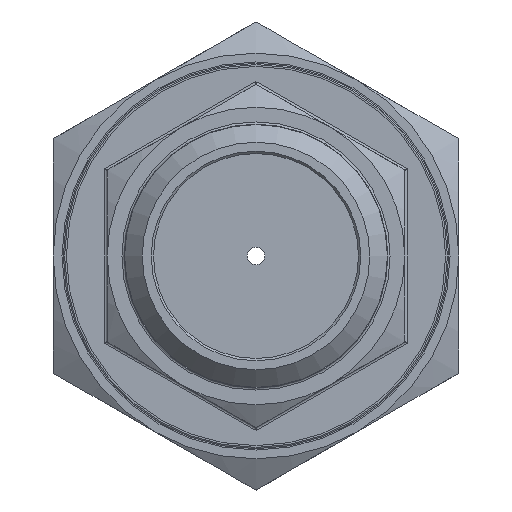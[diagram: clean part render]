
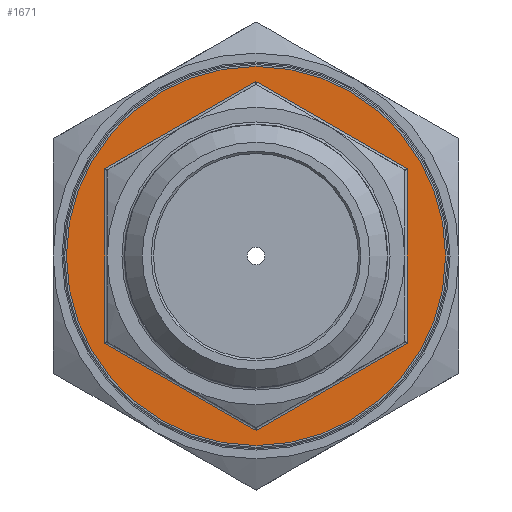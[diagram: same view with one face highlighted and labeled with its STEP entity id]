
A CAD part, front view. The second image highlights one B-rep face of the part: STEP entity #1671.
In plain terms, the highlighted planar face has unit normal (0, -1, 0).
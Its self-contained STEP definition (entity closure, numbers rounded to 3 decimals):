
#179=LINE('',#3090,#239);
#183=LINE('',#3147,#243);
#187=LINE('',#3210,#247);
#191=LINE('',#3269,#251);
#195=LINE('',#3321,#255);
#201=LINE('',#3407,#261);
#239=VECTOR('',#2136,39.548);
#243=VECTOR('',#2152,39.548);
#247=VECTOR('',#2176,39.548);
#251=VECTOR('',#2196,39.548);
#255=VECTOR('',#2214,39.548);
#261=VECTOR('',#2274,39.548);
#346=PLANE('',#1856);
#368=FACE_BOUND('',#604,.T.);
#475=FACE_OUTER_BOUND('',#603,.T.);
#603=EDGE_LOOP('',(#1473));
#604=EDGE_LOOP('',(#1474,#1475,#1476,#1477,#1478,#1479));
#703=CIRCLE('',#1857,43.);
#816=VERTEX_POINT('',#3052);
#823=VERTEX_POINT('',#3089);
#829=VERTEX_POINT('',#3146);
#837=VERTEX_POINT('',#3209);
#843=VERTEX_POINT('',#3268);
#846=VERTEX_POINT('',#3299);
#859=VERTEX_POINT('',#3409);
#1018=EDGE_CURVE('',#816,#823,#179,.T.);
#1028=EDGE_CURVE('',#823,#829,#183,.T.);
#1041=EDGE_CURVE('',#829,#837,#187,.T.);
#1052=EDGE_CURVE('',#837,#843,#191,.T.);
#1062=EDGE_CURVE('',#843,#846,#195,.T.);
#1084=EDGE_CURVE('',#846,#816,#201,.T.);
#1085=EDGE_CURVE('',#859,#859,#703,.T.);
#1473=ORIENTED_EDGE('',*,*,#1085,.T.);
#1474=ORIENTED_EDGE('',*,*,#1041,.F.);
#1475=ORIENTED_EDGE('',*,*,#1028,.F.);
#1476=ORIENTED_EDGE('',*,*,#1018,.F.);
#1477=ORIENTED_EDGE('',*,*,#1084,.F.);
#1478=ORIENTED_EDGE('',*,*,#1062,.F.);
#1479=ORIENTED_EDGE('',*,*,#1052,.F.);
#1671=ADVANCED_FACE('',(#475,#368),#346,.F.);
#1856=AXIS2_PLACEMENT_3D('',#3408,#2275,#2276);
#1857=AXIS2_PLACEMENT_3D('',#3410,#2277,#2278);
#2136=DIRECTION('',(-0.866,0.,-0.5));
#2152=DIRECTION('',(0.,0.,-1.));
#2176=DIRECTION('',(0.866,0.,-0.5));
#2196=DIRECTION('',(0.866,0.,0.5));
#2214=DIRECTION('',(0.,0.,1.));
#2274=DIRECTION('',(-0.866,0.,0.5));
#2275=DIRECTION('center_axis',(0.,1.,0.));
#2276=DIRECTION('ref_axis',(0.,0.,1.));
#2277=DIRECTION('center_axis',(0.,-1.,0.));
#2278=DIRECTION('ref_axis',(1.,0.,0.));
#3052=CARTESIAN_POINT('',(0.,-13.5,39.548));
#3089=CARTESIAN_POINT('',(-34.25,-13.5,19.774));
#3090=CARTESIAN_POINT('',(-25.563,-13.5,24.79));
#3146=CARTESIAN_POINT('',(-34.25,-13.5,-19.774));
#3147=CARTESIAN_POINT('',(-34.25,-13.5,-9.743));
#3209=CARTESIAN_POINT('',(0.,-13.5,-39.548));
#3210=CARTESIAN_POINT('',(-8.688,-13.5,-34.533));
#3268=CARTESIAN_POINT('',(34.25,-13.5,-19.774));
#3269=CARTESIAN_POINT('',(25.563,-13.5,-24.79));
#3299=CARTESIAN_POINT('',(34.25,-13.5,19.774));
#3321=CARTESIAN_POINT('',(34.25,-13.5,9.743));
#3407=CARTESIAN_POINT('',(8.687,-13.5,34.533));
#3408=CARTESIAN_POINT('Origin',(0.,-13.5,0.));
#3409=CARTESIAN_POINT('',(-43.,-13.5,0.));
#3410=CARTESIAN_POINT('Origin',(0.,-13.5,0.));
